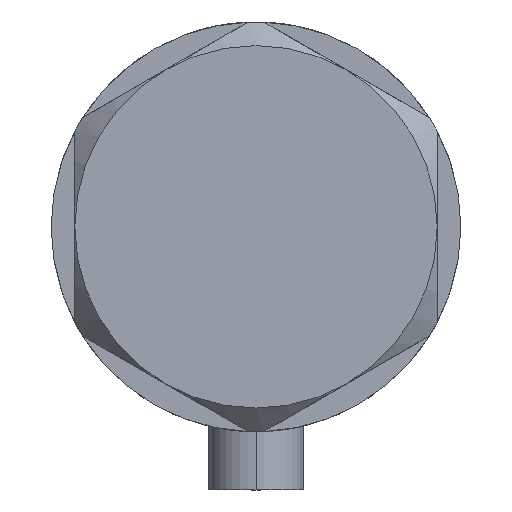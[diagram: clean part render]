
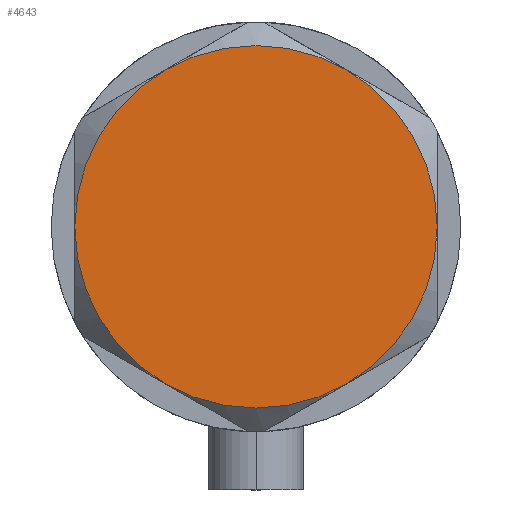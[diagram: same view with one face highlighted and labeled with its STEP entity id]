
A CAD part, left-side view. The second image highlights one B-rep face of the part: STEP entity #4643.
In plain terms, the highlighted face is planar.
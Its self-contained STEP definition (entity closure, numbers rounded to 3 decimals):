
#48 = AXIS2_PLACEMENT_3D ( 'NONE', #4974, #143, #1323 ) ;
#103 = CARTESIAN_POINT ( 'NONE',  ( 11.5, 19.919, 9. ) ) ;
#136 = CIRCLE ( 'NONE', #3073, 23. ) ;
#143 = DIRECTION ( 'NONE',  ( 0., 0., 1. ) ) ;
#156 = DIRECTION ( 'NONE',  ( 0., 0., 1. ) ) ;
#501 = EDGE_LOOP ( 'NONE', ( #2258, #4149, #3942, #1122, #4143, #4953 ) ) ;
#508 = DIRECTION ( 'NONE',  ( 0., 0., 1. ) ) ;
#889 = DIRECTION ( 'NONE',  ( 1., 0., 0. ) ) ;
#985 = EDGE_CURVE ( 'NONE', #2923, #1593, #4465, .T. ) ;
#1010 = FACE_OUTER_BOUND ( 'NONE', #501, .T. ) ;
#1017 = CARTESIAN_POINT ( 'NONE',  ( 0., 0., 9. ) ) ;
#1107 = AXIS2_PLACEMENT_3D ( 'NONE', #5056, #2714, #1847 ) ;
#1122 = ORIENTED_EDGE ( 'NONE', *, *, #4316, .T. ) ;
#1200 = AXIS2_PLACEMENT_3D ( 'NONE', #3982, #1247, #4063 ) ;
#1247 = DIRECTION ( 'NONE',  ( 0., 0., 1. ) ) ;
#1264 = EDGE_CURVE ( 'NONE', #3926, #3502, #4298, .T. ) ;
#1323 = DIRECTION ( 'NONE',  ( 1., 0., 0. ) ) ;
#1584 = EDGE_CURVE ( 'NONE', #1593, #2376, #4145, .T. ) ;
#1593 = VERTEX_POINT ( 'NONE', #103 ) ;
#1847 = DIRECTION ( 'NONE',  ( 1., 0., 0. ) ) ;
#2031 = AXIS2_PLACEMENT_3D ( 'NONE', #2508, #4862, #4920 ) ;
#2130 = CARTESIAN_POINT ( 'NONE',  ( 0., 0., 9. ) ) ;
#2154 = EDGE_CURVE ( 'NONE', #3502, #2923, #5064, .T. ) ;
#2258 = ORIENTED_EDGE ( 'NONE', *, *, #2154, .T. ) ;
#2376 = VERTEX_POINT ( 'NONE', #3307 ) ;
#2446 = EDGE_CURVE ( 'NONE', #2758, #3926, #3058, .T. ) ;
#2508 = CARTESIAN_POINT ( 'NONE',  ( 0., 0., 9. ) ) ;
#2602 = CARTESIAN_POINT ( 'NONE',  ( 0., 0., 9. ) ) ;
#2714 = DIRECTION ( 'NONE',  ( 0., 0., 1. ) ) ;
#2758 = VERTEX_POINT ( 'NONE', #4951 ) ;
#2923 = VERTEX_POINT ( 'NONE', #4246 ) ;
#2978 = AXIS2_PLACEMENT_3D ( 'NONE', #2602, #156, #3338 ) ;
#3035 = PLANE ( 'NONE',  #48 ) ;
#3058 = CIRCLE ( 'NONE', #2978, 23. ) ;
#3073 = AXIS2_PLACEMENT_3D ( 'NONE', #1017, #508, #889 ) ;
#3213 = AXIS2_PLACEMENT_3D ( 'NONE', #2130, #3262, #3734 ) ;
#3262 = DIRECTION ( 'NONE',  ( 0., 0., 1. ) ) ;
#3307 = CARTESIAN_POINT ( 'NONE',  ( -11.5, 19.919, 9. ) ) ;
#3338 = DIRECTION ( 'NONE',  ( 1., 0., 0. ) ) ;
#3502 = VERTEX_POINT ( 'NONE', #4768 ) ;
#3734 = DIRECTION ( 'NONE',  ( 1., 0., 0. ) ) ;
#3926 = VERTEX_POINT ( 'NONE', #4994 ) ;
#3942 = ORIENTED_EDGE ( 'NONE', *, *, #1584, .T. ) ;
#3982 = CARTESIAN_POINT ( 'NONE',  ( 0., 0., 9. ) ) ;
#4063 = DIRECTION ( 'NONE',  ( 1., 0., 0. ) ) ;
#4143 = ORIENTED_EDGE ( 'NONE', *, *, #2446, .T. ) ;
#4145 = CIRCLE ( 'NONE', #3213, 23. ) ;
#4149 = ORIENTED_EDGE ( 'NONE', *, *, #985, .T. ) ;
#4246 = CARTESIAN_POINT ( 'NONE',  ( 23., 0., 9. ) ) ;
#4298 = CIRCLE ( 'NONE', #2031, 23. ) ;
#4316 = EDGE_CURVE ( 'NONE', #2376, #2758, #136, .T. ) ;
#4465 = CIRCLE ( 'NONE', #1107, 23. ) ;
#4643 = ADVANCED_FACE ( 'NONE', ( #1010 ), #3035, .T. ) ;
#4768 = CARTESIAN_POINT ( 'NONE',  ( 11.5, -19.919, 9. ) ) ;
#4862 = DIRECTION ( 'NONE',  ( 0., 0., 1. ) ) ;
#4920 = DIRECTION ( 'NONE',  ( 1., 0., 0. ) ) ;
#4951 = CARTESIAN_POINT ( 'NONE',  ( -23., 0., 9. ) ) ;
#4953 = ORIENTED_EDGE ( 'NONE', *, *, #1264, .T. ) ;
#4974 = CARTESIAN_POINT ( 'NONE',  ( 0., 0., 9. ) ) ;
#4994 = CARTESIAN_POINT ( 'NONE',  ( -11.5, -19.919, 9. ) ) ;
#5056 = CARTESIAN_POINT ( 'NONE',  ( 0., 0., 9. ) ) ;
#5064 = CIRCLE ( 'NONE', #1200, 23. ) ;
